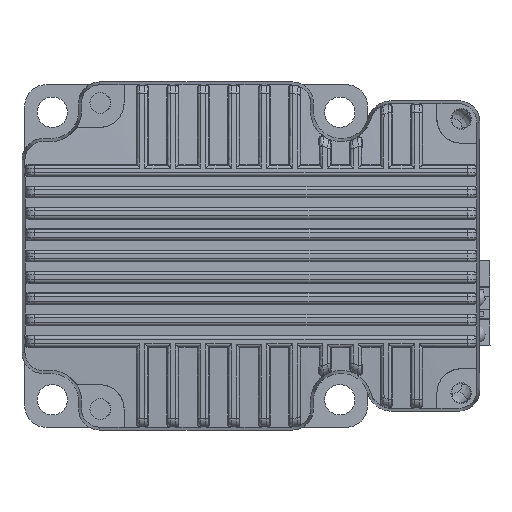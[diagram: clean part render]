
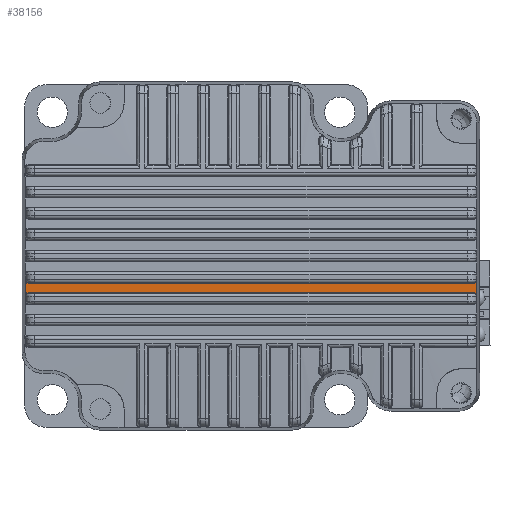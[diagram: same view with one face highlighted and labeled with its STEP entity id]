
A CAD part, front view. The second image highlights one B-rep face of the part: STEP entity #38156.
In plain terms, the highlighted cylindrical face has radius 272.359 mm (diameter 544.717 mm), a partial arc.
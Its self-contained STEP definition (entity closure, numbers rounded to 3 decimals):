
#11 = FACE_OUTER_BOUND ( 'NONE', #19138, .T. ) ;
#590 = VERTEX_POINT ( 'NONE', #7664 ) ;
#2444 = CARTESIAN_POINT ( 'NONE',  ( 56.886, -108.122, 57.6 ) ) ;
#2915 = LINE ( 'NONE', #29131, #37292 ) ;
#3226 = CARTESIAN_POINT ( 'NONE',  ( -17.211, -108.093, 55.894 ) ) ;
#3878 =( BOUNDED_CURVE ( )  B_SPLINE_CURVE ( 3, ( #25830, #3226, #9748, #32363 ),
 .UNSPECIFIED., .F., .T. ) 
 B_SPLINE_CURVE_WITH_KNOTS ( ( 4, 4 ),
 ( 3.118, 3.127 ),
 .UNSPECIFIED. ) 
 CURVE ( )  GEOMETRIC_REPRESENTATION_ITEM ( )  RATIONAL_B_SPLINE_CURVE ( ( 1., 1., 1., 1. ) ) 
 REPRESENTATION_ITEM ( '' )  );
#3964 = CARTESIAN_POINT ( 'NONE',  ( -17.158, -108.079, 55.303 ) ) ;
#4187 = CARTESIAN_POINT ( 'NONE',  ( 56.886, -108.073, 55.042 ) ) ;
#4323 = CARTESIAN_POINT ( 'NONE',  ( 56.832, -108.079, 55.303 ) ) ;
#4512 = ORIENTED_EDGE ( 'NONE', *, *, #40410, .F. ) ;
#4915 = VERTEX_POINT ( 'NONE', #33147 ) ;
#5520 = ORIENTED_EDGE ( 'NONE', *, *, #19680, .F. ) ;
#5840 = DIRECTION ( 'NONE',  ( 1., 0., 0. ) ) ;
#6335 = DIRECTION ( 'NONE',  ( -1., 0., 0. ) ) ;
#6420 = CARTESIAN_POINT ( 'NONE',  ( -16.711, -108.114, 57.1 ) ) ;
#7200 = CARTESIAN_POINT ( 'NONE',  ( -16.844, -108.084, 55.541 ) ) ;
#7572 = CARTESIAN_POINT ( 'NONE',  ( 56.518, -108.084, 55.541 ) ) ;
#7664 = CARTESIAN_POINT ( 'NONE',  ( -16.711, -108.114, 57.1 ) ) ;
#8737 = CARTESIAN_POINT ( 'NONE',  ( 56.886, -108.122, 57.6 ) ) ;
#8878 = CARTESIAN_POINT ( 'NONE',  ( 56.831, -108.118, 57.339 ) ) ;
#9748 = CARTESIAN_POINT ( 'NONE',  ( -17.211, -108.11, 56.747 ) ) ;
#10322 = EDGE_CURVE ( 'NONE', #4915, #21976, #15192, .T. ) ;
#11025 = CARTESIAN_POINT ( 'NONE',  ( 56.886, -108.11, 56.747 ) ) ;
#12112 = VERTEX_POINT ( 'NONE', #24897 ) ;
#12145 = CARTESIAN_POINT ( 'NONE',  ( 56.647, -108.115, 57.154 ) ) ;
#12936 = CARTESIAN_POINT ( 'NONE',  ( -16.972, -108.115, 57.154 ) ) ;
#13028 = ORIENTED_EDGE ( 'NONE', *, *, #10322, .T. ) ;
#14274 = CARTESIAN_POINT ( 'NONE',  ( 56.886, -108.122, 57.6 ) ) ;
#14608 = EDGE_CURVE ( 'NONE', #21976, #12112, #41172, .T. ) ;
#15192 = B_SPLINE_CURVE_WITH_KNOTS ( 'NONE', 3,
 ( #29578, #29716, #3964, #26564, #7200, #29861 ),
 .UNSPECIFIED., .F., .F.,
 ( 4, 2, 4 ),
 ( 0., 0., 0.001 ),
 .UNSPECIFIED. ) ;
#15381 = CARTESIAN_POINT ( 'NONE',  ( 56.386, -108.114, 57.1 ) ) ;
#15446 = VECTOR ( 'NONE', #5840, 1000. ) ;
#15519 = EDGE_CURVE ( 'NONE', #23600, #18912, #18764, .T. ) ;
#16211 = CARTESIAN_POINT ( 'NONE',  ( -17.211, -108.12, 57.468 ) ) ;
#16872 = CARTESIAN_POINT ( 'NONE',  ( -17.211, -108.122, 57.6 ) ) ;
#17194 = CARTESIAN_POINT ( 'NONE',  ( 56.886, -108.076, 55.174 ) ) ;
#17510 = CARTESIAN_POINT ( 'NONE',  ( 56.886, -108.093, 55.894 ) ) ;
#18293 = CARTESIAN_POINT ( 'NONE',  ( 184.931, 164.208, 61.57 ) ) ;
#18764 = B_SPLINE_CURVE_WITH_KNOTS ( 'NONE', 3,
 ( #8737, #31511, #8878, #12145, #34753, #15381 ),
 .UNSPECIFIED., .F., .F.,
 ( 4, 2, 4 ),
 ( 0., 0., 0.001 ),
 .UNSPECIFIED. ) ;
#18843 = VERTEX_POINT ( 'NONE', #16872 ) ;
#18912 = VERTEX_POINT ( 'NONE', #40112 ) ;
#19138 = EDGE_LOOP ( 'NONE', ( #4512, #13028, #22581, #5520, #23218, #26366, #33340, #23489 ) ) ;
#19420 = AXIS2_PLACEMENT_3D ( 'NONE', #18293, #27919, #40826 ) ;
#19680 = EDGE_CURVE ( 'NONE', #39077, #12112, #33275, .T. ) ;
#21107 = EDGE_CURVE ( 'NONE', #23600, #39077, #29990, .T. ) ;
#21976 = VERTEX_POINT ( 'NONE', #27732 ) ;
#22581 = ORIENTED_EDGE ( 'NONE', *, *, #14608, .T. ) ;
#22739 = EDGE_CURVE ( 'NONE', #18912, #590, #2915, .T. ) ;
#23218 = ORIENTED_EDGE ( 'NONE', *, *, #21107, .F. ) ;
#23489 = ORIENTED_EDGE ( 'NONE', *, *, #32490, .T. ) ;
#23600 = VERTEX_POINT ( 'NONE', #2444 ) ;
#24799 = CYLINDRICAL_SURFACE ( 'NONE', #19420, 272.359 ) ;
#24897 = CARTESIAN_POINT ( 'NONE',  ( 56.386, -108.084, 55.541 ) ) ;
#25070 = CARTESIAN_POINT ( 'NONE',  ( 184.931, -108.084, 55.541 ) ) ;
#25830 = CARTESIAN_POINT ( 'NONE',  ( -17.212, -108.073, 55.042 ) ) ;
#26366 = ORIENTED_EDGE ( 'NONE', *, *, #15519, .T. ) ;
#26564 = CARTESIAN_POINT ( 'NONE',  ( -16.973, -108.083, 55.487 ) ) ;
#26942 = CARTESIAN_POINT ( 'NONE',  ( 56.648, -108.083, 55.487 ) ) ;
#27237 = CARTESIAN_POINT ( 'NONE',  ( 56.886, -108.073, 55.042 ) ) ;
#27732 = CARTESIAN_POINT ( 'NONE',  ( -16.712, -108.084, 55.541 ) ) ;
#27919 = DIRECTION ( 'NONE',  ( -1., 0., 0. ) ) ;
#29131 = CARTESIAN_POINT ( 'NONE',  ( 184.931, -108.114, 57.1 ) ) ;
#29578 = CARTESIAN_POINT ( 'NONE',  ( -17.212, -108.073, 55.042 ) ) ;
#29716 = CARTESIAN_POINT ( 'NONE',  ( -17.212, -108.076, 55.174 ) ) ;
#29861 = CARTESIAN_POINT ( 'NONE',  ( -16.712, -108.084, 55.541 ) ) ;
#29990 =( BOUNDED_CURVE ( )  B_SPLINE_CURVE ( 3, ( #14274, #11025, #17510, #40058 ),
 .UNSPECIFIED., .F., .F. ) 
 B_SPLINE_CURVE_WITH_KNOTS ( ( 4, 4 ),
 ( 0.015, 0.024 ),
 .UNSPECIFIED. ) 
 CURVE ( )  GEOMETRIC_REPRESENTATION_ITEM ( )  RATIONAL_B_SPLINE_CURVE ( ( 1., 1., 1., 1. ) ) 
 REPRESENTATION_ITEM ( '' )  );
#30221 = CARTESIAN_POINT ( 'NONE',  ( 56.386, -108.084, 55.541 ) ) ;
#31511 = CARTESIAN_POINT ( 'NONE',  ( 56.886, -108.12, 57.468 ) ) ;
#32363 = CARTESIAN_POINT ( 'NONE',  ( -17.211, -108.122, 57.6 ) ) ;
#32490 = EDGE_CURVE ( 'NONE', #590, #18843, #37842, .T. ) ;
#33147 = CARTESIAN_POINT ( 'NONE',  ( -17.212, -108.073, 55.042 ) ) ;
#33275 = B_SPLINE_CURVE_WITH_KNOTS ( 'NONE', 3,
 ( #4187, #17194, #4323, #26942, #7572, #30221 ),
 .UNSPECIFIED., .F., .F.,
 ( 4, 2, 4 ),
 ( 0., 0., 0.001 ),
 .UNSPECIFIED. ) ;
#33340 = ORIENTED_EDGE ( 'NONE', *, *, #22739, .T. ) ;
#34753 = CARTESIAN_POINT ( 'NONE',  ( 56.518, -108.114, 57.1 ) ) ;
#35408 = CARTESIAN_POINT ( 'NONE',  ( -16.843, -108.114, 57.1 ) ) ;
#35545 = CARTESIAN_POINT ( 'NONE',  ( -17.157, -108.118, 57.339 ) ) ;
#37292 = VECTOR ( 'NONE', #6335, 1000. ) ;
#37842 = B_SPLINE_CURVE_WITH_KNOTS ( 'NONE', 3,
 ( #6420, #35408, #12936, #35545, #16211, #38746 ),
 .UNSPECIFIED., .F., .F.,
 ( 4, 2, 4 ),
 ( 0., 0., 0.001 ),
 .UNSPECIFIED. ) ;
#38156 = ADVANCED_FACE ( 'NONE', ( #11 ), #24799, .T. ) ;
#38746 = CARTESIAN_POINT ( 'NONE',  ( -17.211, -108.122, 57.6 ) ) ;
#39077 = VERTEX_POINT ( 'NONE', #27237 ) ;
#40058 = CARTESIAN_POINT ( 'NONE',  ( 56.886, -108.073, 55.042 ) ) ;
#40112 = CARTESIAN_POINT ( 'NONE',  ( 56.386, -108.114, 57.1 ) ) ;
#40410 = EDGE_CURVE ( 'NONE', #4915, #18843, #3878, .T. ) ;
#40826 = DIRECTION ( 'NONE',  ( 0., 0., 1. ) ) ;
#41172 = LINE ( 'NONE', #25070, #15446 ) ;
